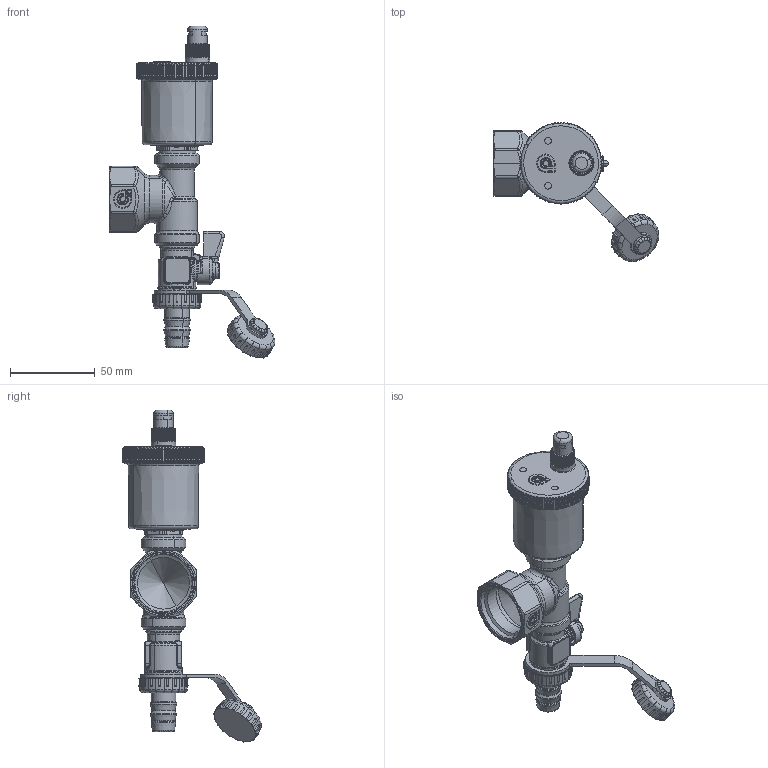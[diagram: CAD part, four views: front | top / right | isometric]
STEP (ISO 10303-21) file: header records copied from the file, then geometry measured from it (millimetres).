
FILE_DESCRIPTION(('CATIA V5 STEP Exchange','CAx-IF Rec.Pracs.--- Model Styling and Organization---1.4--- 2014-01-23','CAx-IF Rec.Pracs.---3D Tessellated Data Validation Properties---0.5---2014-09-14'),'2;1');
FILE_NAME('STEP_599678_-_TST.stp','2022-04-08T09:35:53+00:00',('none'),('none'),'CATIA Version 5-6 Release 2019 SP3','CATIA V5 STEP AP242 v1','none');
FILE_SCHEMA(('AP242_MANAGED_MODEL_BASED_3D_ENGINEERING_MIM_LF {1 0 10303 442 1 1 4}'));
Length unit declared in the file: millimetre
Products named in the file (1): 599678 - TST
Bounding box: 97.55 x 81.57 x 195.35 mm (x, y, z)
Volume: 141116.3 mm3; surface area: 34888.1 mm2
Topology: 3 solids, 4 shells, 1911 faces, 5116 edges, 3129 vertices
Faces by surface type: cylinder 754, plane 401, bspline 316, torus 232, cone 115, sphere 91, revolution 2
Entity records: 82616 total; most frequent: CARTESIAN_POINT 40998, ORIENTED_EDGE 10002, DIRECTION 5200, EDGE_CURVE 5001, VERTEX_POINT 3129, AXIS2_PLACEMENT_3D 2673, B_SPLINE_CURVE_WITH_KNOTS 2061, EDGE_LOOP 1946
